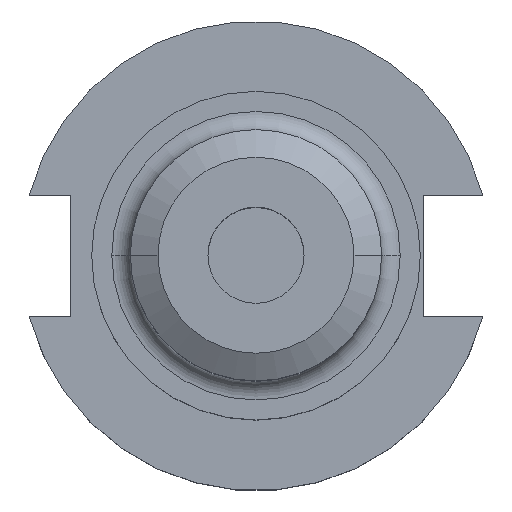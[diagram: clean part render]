
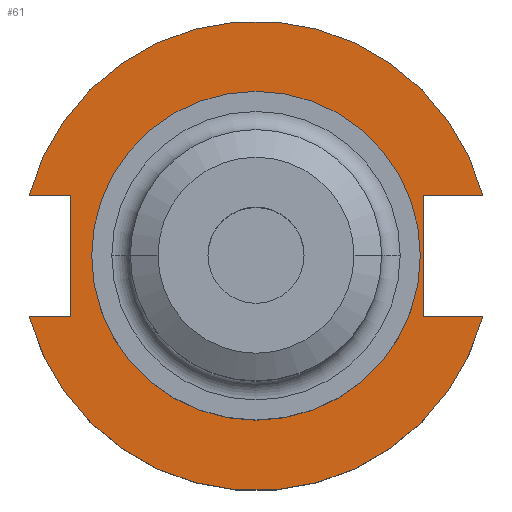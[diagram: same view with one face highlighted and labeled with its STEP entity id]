
A CAD part, top view. The second image highlights one B-rep face of the part: STEP entity #61.
In plain terms, the highlighted planar face has unit normal (0, 0, 1).
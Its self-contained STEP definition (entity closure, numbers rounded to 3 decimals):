
#19 = CARTESIAN_POINT ( 'NONE',  ( -61.091, 8.191, 19.05 ) ) ;
#51 = EDGE_CURVE ( 'NONE', #1548, #667, #1286, .T. ) ;
#61 = ADVANCED_FACE ( 'NONE', ( #478, #100 ), #320, .F. ) ;
#76 = AXIS2_PLACEMENT_3D ( 'NONE', #1747, #1162, #1825 ) ;
#100 = FACE_OUTER_BOUND ( 'NONE', #289, .T. ) ;
#104 = CARTESIAN_POINT ( 'NONE',  ( 22.225, 0., 19.05 ) ) ;
#123 = AXIS2_PLACEMENT_3D ( 'NONE', #1311, #228, #1641 ) ;
#139 = CARTESIAN_POINT ( 'NONE',  ( 0., 0., 19.05 ) ) ;
#144 = DIRECTION ( 'NONE',  ( 1., 0., 0. ) ) ;
#174 = LINE ( 'NONE', #538, #1525 ) ;
#185 = CARTESIAN_POINT ( 'NONE',  ( -25.091, 8.191, 19.05 ) ) ;
#198 = VECTOR ( 'NONE', #921, 1000. ) ;
#228 = DIRECTION ( 'NONE',  ( 0., 0., 1. ) ) ;
#284 = VERTEX_POINT ( 'NONE', #334 ) ;
#288 = DIRECTION ( 'NONE',  ( 0., 0., 1. ) ) ;
#289 = EDGE_LOOP ( 'NONE', ( #1285, #502, #1792, #854, #377, #1128, #388, #306 ) ) ;
#306 = ORIENTED_EDGE ( 'NONE', *, *, #1033, .T. ) ;
#320 = PLANE ( 'NONE',  #560 ) ;
#334 = CARTESIAN_POINT ( 'NONE',  ( -30.675, 8.191, 19.05 ) ) ;
#341 = CARTESIAN_POINT ( 'NONE',  ( 30.675, -8.191, 19.05 ) ) ;
#344 = EDGE_CURVE ( 'NONE', #1653, #284, #806, .T. ) ;
#354 = ORIENTED_EDGE ( 'NONE', *, *, #950, .F. ) ;
#377 = ORIENTED_EDGE ( 'NONE', *, *, #1161, .T. ) ;
#388 = ORIENTED_EDGE ( 'NONE', *, *, #344, .T. ) ;
#406 = DIRECTION ( 'NONE',  ( 1., 0., 0. ) ) ;
#478 = FACE_BOUND ( 'NONE', #1259, .T. ) ;
#502 = ORIENTED_EDGE ( 'NONE', *, *, #1521, .F. ) ;
#538 = CARTESIAN_POINT ( 'NONE',  ( 0., -8.191, 19.05 ) ) ;
#560 = AXIS2_PLACEMENT_3D ( 'NONE', #723, #616, #1594 ) ;
#570 = VERTEX_POINT ( 'NONE', #1386 ) ;
#583 = EDGE_CURVE ( 'NONE', #666, #667, #174, .T. ) ;
#616 = DIRECTION ( 'NONE',  ( 0., 0., -1. ) ) ;
#666 = VERTEX_POINT ( 'NONE', #1743 ) ;
#667 = VERTEX_POINT ( 'NONE', #341 ) ;
#723 = CARTESIAN_POINT ( 'NONE',  ( 0., 22.225, 19.05 ) ) ;
#781 = EDGE_CURVE ( 'NONE', #570, #1862, #1580, .T. ) ;
#806 = CIRCLE ( 'NONE', #824, 31.75 ) ;
#812 = DIRECTION ( 'NONE',  ( 0., 0., 1. ) ) ;
#824 = AXIS2_PLACEMENT_3D ( 'NONE', #911, #812, #144 ) ;
#825 = VECTOR ( 'NONE', #1016, 1000. ) ;
#854 = ORIENTED_EDGE ( 'NONE', *, *, #583, .F. ) ;
#911 = CARTESIAN_POINT ( 'NONE',  ( 0., 0., 19.05 ) ) ;
#921 = DIRECTION ( 'NONE',  ( 0., -1., 0. ) ) ;
#950 = EDGE_CURVE ( 'NONE', #1862, #570, #1371, .T. ) ;
#985 = VECTOR ( 'NONE', #1340, 1000. ) ;
#1016 = DIRECTION ( 'NONE',  ( 1., 0., 0. ) ) ;
#1020 = LINE ( 'NONE', #1861, #985 ) ;
#1025 = VERTEX_POINT ( 'NONE', #1724 ) ;
#1033 = EDGE_CURVE ( 'NONE', #284, #1856, #1604, .T. ) ;
#1042 = CARTESIAN_POINT ( 'NONE',  ( -61.091, -8.191, 19.05 ) ) ;
#1122 = CARTESIAN_POINT ( 'NONE',  ( -25.091, -8.191, 19.05 ) ) ;
#1128 = ORIENTED_EDGE ( 'NONE', *, *, #1629, .F. ) ;
#1161 = EDGE_CURVE ( 'NONE', #666, #1025, #1020, .T. ) ;
#1162 = DIRECTION ( 'NONE',  ( 0., 0., 1. ) ) ;
#1168 = EDGE_CURVE ( 'NONE', #1856, #1828, #1345, .T. ) ;
#1186 = DIRECTION ( 'NONE',  ( 1., 0., 0. ) ) ;
#1190 = LINE ( 'NONE', #1042, #825 ) ;
#1259 = EDGE_LOOP ( 'NONE', ( #354, #1421 ) ) ;
#1270 = DIRECTION ( 'NONE',  ( -1., 0., 0. ) ) ;
#1285 = ORIENTED_EDGE ( 'NONE', *, *, #1168, .T. ) ;
#1286 = CIRCLE ( 'NONE', #76, 31.75 ) ;
#1311 = CARTESIAN_POINT ( 'NONE',  ( 0., 0., 19.05 ) ) ;
#1340 = DIRECTION ( 'NONE',  ( 0., 1., 0. ) ) ;
#1345 = LINE ( 'NONE', #185, #198 ) ;
#1371 = CIRCLE ( 'NONE', #1550, 22.225 ) ;
#1386 = CARTESIAN_POINT ( 'NONE',  ( -22.225, 0., 19.05 ) ) ;
#1421 = ORIENTED_EDGE ( 'NONE', *, *, #781, .F. ) ;
#1521 = EDGE_CURVE ( 'NONE', #1548, #1828, #1190, .T. ) ;
#1525 = VECTOR ( 'NONE', #1665, 1000. ) ;
#1548 = VERTEX_POINT ( 'NONE', #1598 ) ;
#1550 = AXIS2_PLACEMENT_3D ( 'NONE', #139, #288, #406 ) ;
#1557 = VECTOR ( 'NONE', #1186, 1000. ) ;
#1580 = CIRCLE ( 'NONE', #123, 22.225 ) ;
#1594 = DIRECTION ( 'NONE',  ( -1., 0., 0. ) ) ;
#1598 = CARTESIAN_POINT ( 'NONE',  ( -30.675, -8.191, 19.05 ) ) ;
#1604 = LINE ( 'NONE', #19, #1557 ) ;
#1626 = CARTESIAN_POINT ( 'NONE',  ( -25.091, 8.191, 19.05 ) ) ;
#1629 = EDGE_CURVE ( 'NONE', #1653, #1025, #1702, .T. ) ;
#1641 = DIRECTION ( 'NONE',  ( 1., 0., 0. ) ) ;
#1646 = CARTESIAN_POINT ( 'NONE',  ( 0., 8.191, 19.05 ) ) ;
#1653 = VERTEX_POINT ( 'NONE', #1666 ) ;
#1665 = DIRECTION ( 'NONE',  ( 1., 0., 0. ) ) ;
#1666 = CARTESIAN_POINT ( 'NONE',  ( 30.675, 8.191, 19.05 ) ) ;
#1702 = LINE ( 'NONE', #1646, #1739 ) ;
#1724 = CARTESIAN_POINT ( 'NONE',  ( 22.606, 8.191, 19.05 ) ) ;
#1739 = VECTOR ( 'NONE', #1270, 1000. ) ;
#1743 = CARTESIAN_POINT ( 'NONE',  ( 22.606, -8.191, 19.05 ) ) ;
#1747 = CARTESIAN_POINT ( 'NONE',  ( 0., 0., 19.05 ) ) ;
#1792 = ORIENTED_EDGE ( 'NONE', *, *, #51, .T. ) ;
#1825 = DIRECTION ( 'NONE',  ( 1., 0., 0. ) ) ;
#1828 = VERTEX_POINT ( 'NONE', #1122 ) ;
#1856 = VERTEX_POINT ( 'NONE', #1626 ) ;
#1861 = CARTESIAN_POINT ( 'NONE',  ( 22.606, 22.225, 19.05 ) ) ;
#1862 = VERTEX_POINT ( 'NONE', #104 ) ;
